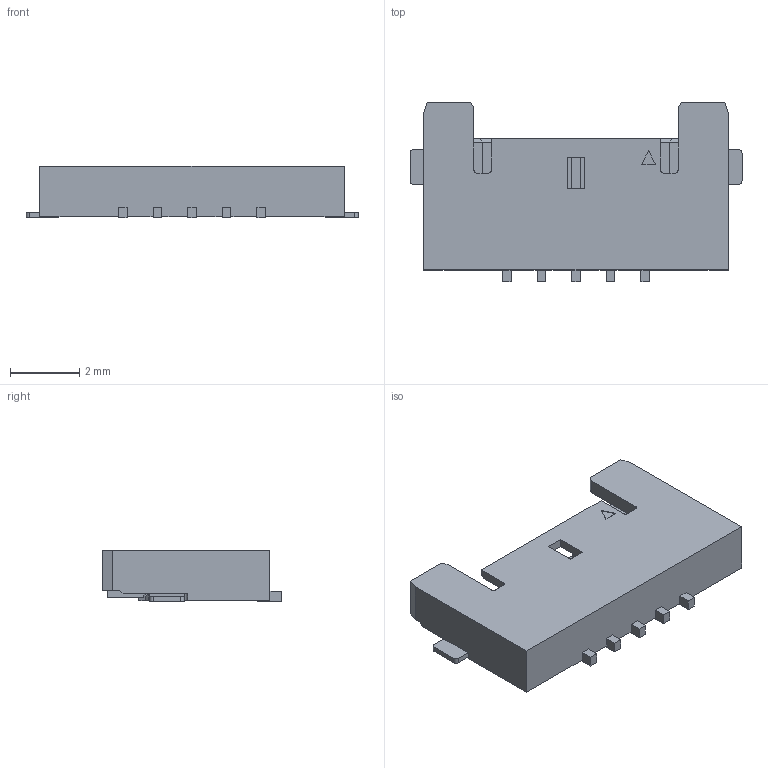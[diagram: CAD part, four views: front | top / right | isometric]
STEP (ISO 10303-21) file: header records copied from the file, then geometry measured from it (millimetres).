
FILE_DESCRIPTION(('STEP AP242'),'1');
FILE_NAME('503763-0591.stp','2021-10-04T19:16:21',('TraceParts'),('TraceParts S.A.'),'Spatial InterOp 3D',' ',' ');
FILE_SCHEMA(('AP242_MANAGED_MODEL_BASED_3D_ENGINEERING_MIM_LF {1 0 10303 442 1 1 4}'));
Length unit declared in the file: millimetre
Products named in the file (1): 503763-0591_1
Bounding box: 9.6 x 5.19 x 1.5 mm (x, y, z)
Volume: 35.9 mm3; surface area: 188.5 mm2
Topology: 1 solids, 1 shells, 234 faces, 713 edges, 506 vertices
Faces by surface type: plane 212, cylinder 22
Entity records: 7843 total; most frequent: CARTESIAN_POINT 1399, ORIENTED_EDGE 1370, DIRECTION 1229, EDGE_CURVE 685, LINE 669, VECTOR 669, VERTEX_POINT 450, AXIS2_PLACEMENT_3D 280
